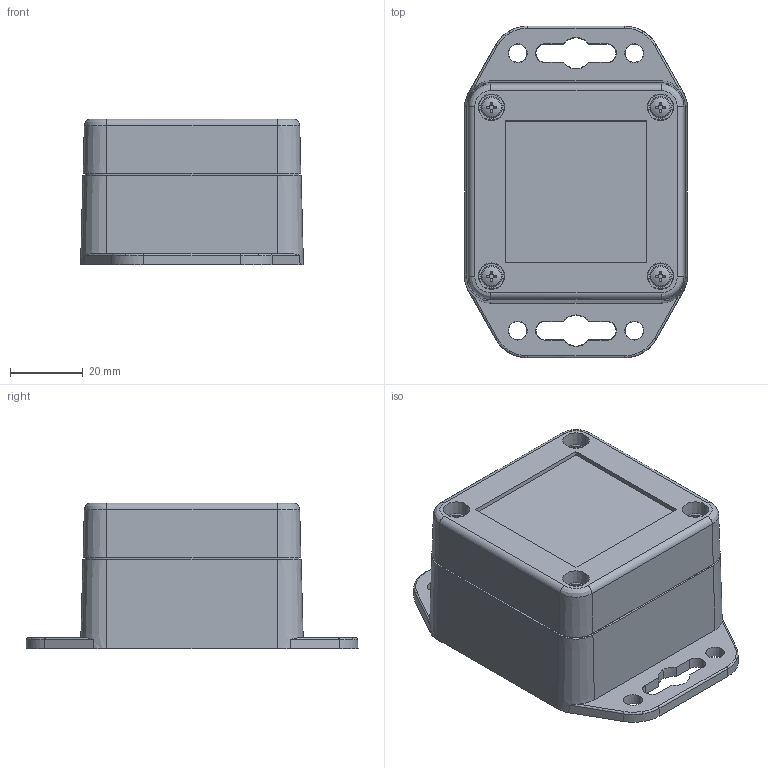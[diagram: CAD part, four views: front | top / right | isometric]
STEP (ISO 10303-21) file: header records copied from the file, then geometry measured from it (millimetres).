
FILE_DESCRIPTION(/* description */ (''),/* implementation_level */ '2;1');
FILE_NAME(/* name */ '2504597_3D.stp',/* time_stamp */ '2022-05-13T10:29:17+02:00',/* author */ ('haertel'),/* organization */ (''),/* preprocessor_version */ 'ST-DEVELOPER v18.1',/* originating_system */ 'Autodesk Inventor 2022',/* authorisation */ '');
FILE_SCHEMA (('AUTOMOTIVE_DESIGN { 1 0 10303 214 3 1 1 }'));
Length unit declared in the file: millimetre
Products named in the file (6): 2504597_3D; 2504597-UT_3D; 2504597-OT_3D; 2504597_3D-DI-mont; GWDBU_Pencom_M3 - IN2304 - TMZ-M3-5.2; DIN 7985 M3x17x12
Assembly tree (11 placements, depth 2):
  2504597_3D
    2504597-UT_3D
    2504597-OT_3D
    2504597_3D-DI-mont
    GWDBU_Pencom_M3 - IN2304 - TMZ-M3-5.2  x4
    DIN 7985 M3x17x12  x4
Bounding box: 61.28 x 91.28 x 40.08 mm (x, y, z)
Volume: 58176.6 mm3; surface area: 43571.3 mm2
Topology: 11 solids, 11 shells, 1685 faces, 3791 edges, 2179 vertices
Faces by surface type: plane 1018, cone 335, bspline 190, cylinder 130, torus 8, sphere 4
Full cylindrical faces by diameter (mm): 2.5 x4, 2.75 x4, 3 x4, 3.65 x16
Entity records: 35774 total; most frequent: CARTESIAN_POINT 16382, ORIENTED_EDGE 4180, DIRECTION 3631, EDGE_CURVE 2090, AXIS2_PLACEMENT_3D 1346, VERTEX_POINT 1294, LINE 939, VECTOR 939
